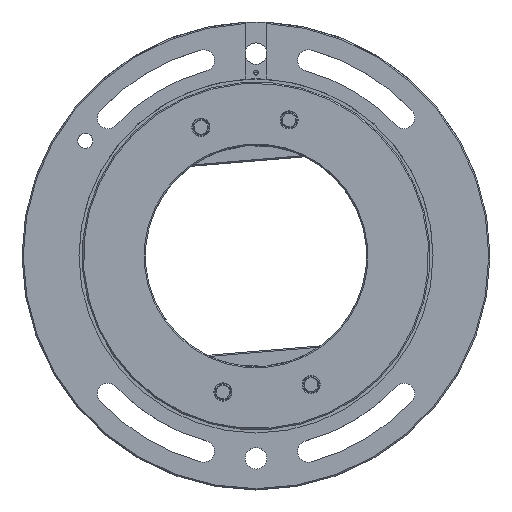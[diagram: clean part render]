
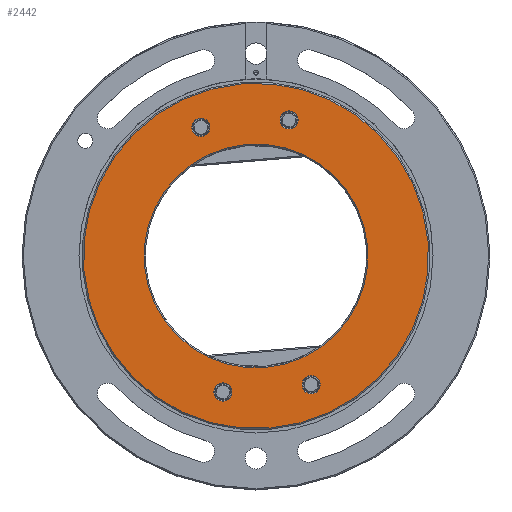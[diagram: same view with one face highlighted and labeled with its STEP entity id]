
A CAD part, top view. The second image highlights one B-rep face of the part: STEP entity #2442.
In plain terms, the highlighted face is planar.
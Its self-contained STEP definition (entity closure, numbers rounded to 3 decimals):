
#95 = DIRECTION ( 'NONE',  ( 1., 0., 0. ) ) ;
#98 = CARTESIAN_POINT ( 'NONE',  ( 38.5, 0., 0. ) ) ;
#101 = DIRECTION ( 'NONE',  ( 0., 1., 0. ) ) ;
#102 = CARTESIAN_POINT ( 'NONE',  ( 38.5, -105., -35. ) ) ;
#119 = DIRECTION ( 'NONE',  ( 0., 1., 0. ) ) ;
#122 = DIRECTION ( 'NONE',  ( -1., 0., 0. ) ) ;
#142 = CARTESIAN_POINT ( 'NONE',  ( 38.5, 105., 35. ) ) ;
#143 = DIRECTION ( 'NONE',  ( -1., 0., 0. ) ) ;
#145 = DIRECTION ( 'NONE',  ( 0., 1., 0. ) ) ;
#1901 = EDGE_CURVE ( 'NONE', #2864, #2871, #5181, .T. ) ;
#1902 = EDGE_CURVE ( 'NONE', #2806, #2885, #5184, .T. ) ;
#1918 = EDGE_CURVE ( 'NONE', #2890, #2862, #5197, .T. ) ;
#1931 = EDGE_CURVE ( 'NONE', #2825, #2817, #5248, .T. ) ;
#1938 = EDGE_CURVE ( 'NONE', #2904, #2840, #5229, .T. ) ;
#1942 = EDGE_CURVE ( 'NONE', #2781, #2793, #5236, .T. ) ;
#2014 = EDGE_CURVE ( 'NONE', #2862, #2890, #5357, .T. ) ;
#2019 = EDGE_CURVE ( 'NONE', #2793, #2781, #5363, .T. ) ;
#2073 = EDGE_CURVE ( 'NONE', #2871, #2864, #5408, .T. ) ;
#2082 = EDGE_CURVE ( 'NONE', #2840, #2904, #5416, .T. ) ;
#2093 = EDGE_CURVE ( 'NONE', #2885, #2806, #5426, .T. ) ;
#2095 = EDGE_CURVE ( 'NONE', #2817, #2825, #5425, .T. ) ;
#2442 = ADVANCED_FACE ( 'NONE', ( #6012, #5995, #6000, #6001, #5996, #6002 ), #2698, .T. ) ;
#2478 = DIRECTION ( 'NONE',  ( 1., 0., 0. ) ) ;
#2480 = DIRECTION ( 'NONE',  ( 0., 1., 0. ) ) ;
#2698 = PLANE ( 'NONE',  #7684 ) ;
#2713 = CARTESIAN_POINT ( 'NONE',  ( 38.5, 137.5, 0. ) ) ;
#2781 = VERTEX_POINT ( 'NONE', #6347 ) ;
#2793 = VERTEX_POINT ( 'NONE', #6346 ) ;
#2806 = VERTEX_POINT ( 'NONE', #6366 ) ;
#2817 = VERTEX_POINT ( 'NONE', #6368 ) ;
#2825 = VERTEX_POINT ( 'NONE', #6316 ) ;
#2840 = VERTEX_POINT ( 'NONE', #6372 ) ;
#2862 = VERTEX_POINT ( 'NONE', #6431 ) ;
#2864 = VERTEX_POINT ( 'NONE', #6378 ) ;
#2871 = VERTEX_POINT ( 'NONE', #6434 ) ;
#2885 = VERTEX_POINT ( 'NONE', #6424 ) ;
#2890 = VERTEX_POINT ( 'NONE', #6427 ) ;
#2904 = VERTEX_POINT ( 'NONE', #6486 ) ;
#3578 = ORIENTED_EDGE ( 'NONE', *, *, #1942, .T. ) ;
#3589 = ORIENTED_EDGE ( 'NONE', *, *, #2019, .T. ) ;
#3631 = ORIENTED_EDGE ( 'NONE', *, *, #2014, .T. ) ;
#3632 = ORIENTED_EDGE ( 'NONE', *, *, #1931, .T. ) ;
#3634 = ORIENTED_EDGE ( 'NONE', *, *, #2093, .T. ) ;
#3653 = ORIENTED_EDGE ( 'NONE', *, *, #2082, .T. ) ;
#3660 = ORIENTED_EDGE ( 'NONE', *, *, #1901, .T. ) ;
#3670 = ORIENTED_EDGE ( 'NONE', *, *, #2095, .T. ) ;
#3682 = ORIENTED_EDGE ( 'NONE', *, *, #1918, .T. ) ;
#3689 = ORIENTED_EDGE ( 'NONE', *, *, #1902, .T. ) ;
#3743 = ORIENTED_EDGE ( 'NONE', *, *, #1938, .T. ) ;
#3745 = ORIENTED_EDGE ( 'NONE', *, *, #2073, .T. ) ;
#4882 = AXIS2_PLACEMENT_3D ( 'NONE', #7073, #7069, #7050 ) ;
#4885 = AXIS2_PLACEMENT_3D ( 'NONE', #7066, #7056, #7075 ) ;
#4893 = AXIS2_PLACEMENT_3D ( 'NONE', #7026, #7039, #7018 ) ;
#4905 = AXIS2_PLACEMENT_3D ( 'NONE', #142, #143, #145 ) ;
#4928 = AXIS2_PLACEMENT_3D ( 'NONE', #98, #95, #101 ) ;
#4932 = AXIS2_PLACEMENT_3D ( 'NONE', #102, #122, #119 ) ;
#4961 = AXIS2_PLACEMENT_3D ( 'NONE', #7245, #7248, #7254 ) ;
#4974 = AXIS2_PLACEMENT_3D ( 'NONE', #7263, #7269, #7268 ) ;
#4985 = AXIS2_PLACEMENT_3D ( 'NONE', #7465, #7446, #7458 ) ;
#4995 = AXIS2_PLACEMENT_3D ( 'NONE', #7440, #7411, #7429 ) ;
#5000 = AXIS2_PLACEMENT_3D ( 'NONE', #7470, #7448, #7467 ) ;
#5003 = AXIS2_PLACEMENT_3D ( 'NONE', #7428, #7413, #7436 ) ;
#5181 = CIRCLE ( 'NONE', #4928, 136.5 ) ;
#5184 = CIRCLE ( 'NONE', #4932, 7.168 ) ;
#5197 = CIRCLE ( 'NONE', #4905, 7.168 ) ;
#5229 = CIRCLE ( 'NONE', #4885, 7.168 ) ;
#5236 = CIRCLE ( 'NONE', #4882, 7.168 ) ;
#5248 = CIRCLE ( 'NONE', #4893, 88.5 ) ;
#5357 = CIRCLE ( 'NONE', #4961, 7.168 ) ;
#5363 = CIRCLE ( 'NONE', #4974, 7.168 ) ;
#5408 = CIRCLE ( 'NONE', #4995, 136.5 ) ;
#5416 = CIRCLE ( 'NONE', #5003, 7.168 ) ;
#5425 = CIRCLE ( 'NONE', #5000, 88.5 ) ;
#5426 = CIRCLE ( 'NONE', #4985, 7.168 ) ;
#5995 = FACE_BOUND ( 'NONE', #8245, .T. ) ;
#5996 = FACE_BOUND ( 'NONE', #8204, .T. ) ;
#6000 = FACE_BOUND ( 'NONE', #8174, .T. ) ;
#6001 = FACE_BOUND ( 'NONE', #8281, .T. ) ;
#6002 = FACE_OUTER_BOUND ( 'NONE', #8229, .T. ) ;
#6012 = FACE_BOUND ( 'NONE', #8294, .T. ) ;
#6316 = CARTESIAN_POINT ( 'NONE',  ( 38.5, 88.5, 0. ) ) ;
#6346 = CARTESIAN_POINT ( 'NONE',  ( 38.5, -105., 42.168 ) ) ;
#6347 = CARTESIAN_POINT ( 'NONE',  ( 38.5, -105., 27.832 ) ) ;
#6366 = CARTESIAN_POINT ( 'NONE',  ( 38.5, -105., -42.168 ) ) ;
#6368 = CARTESIAN_POINT ( 'NONE',  ( 38.5, -88.5, 0. ) ) ;
#6372 = CARTESIAN_POINT ( 'NONE',  ( 38.5, 105., -27.832 ) ) ;
#6378 = CARTESIAN_POINT ( 'NONE',  ( 38.5, 136.5, 0. ) ) ;
#6424 = CARTESIAN_POINT ( 'NONE',  ( 38.5, -105., -27.832 ) ) ;
#6427 = CARTESIAN_POINT ( 'NONE',  ( 38.5, 105., 27.832 ) ) ;
#6431 = CARTESIAN_POINT ( 'NONE',  ( 38.5, 105., 42.168 ) ) ;
#6434 = CARTESIAN_POINT ( 'NONE',  ( 38.5, -136.5, 0. ) ) ;
#6486 = CARTESIAN_POINT ( 'NONE',  ( 38.5, 105., -42.168 ) ) ;
#7018 = DIRECTION ( 'NONE',  ( 0., 1., 0. ) ) ;
#7026 = CARTESIAN_POINT ( 'NONE',  ( 38.5, 0., 0. ) ) ;
#7039 = DIRECTION ( 'NONE',  ( -1., 0., 0. ) ) ;
#7050 = DIRECTION ( 'NONE',  ( 0., 1., 0. ) ) ;
#7056 = DIRECTION ( 'NONE',  ( -1., 0., 0. ) ) ;
#7066 = CARTESIAN_POINT ( 'NONE',  ( 38.5, 105., -35. ) ) ;
#7069 = DIRECTION ( 'NONE',  ( -1., 0., 0. ) ) ;
#7073 = CARTESIAN_POINT ( 'NONE',  ( 38.5, -105., 35. ) ) ;
#7075 = DIRECTION ( 'NONE',  ( 0., 1., 0. ) ) ;
#7245 = CARTESIAN_POINT ( 'NONE',  ( 38.5, 105., 35. ) ) ;
#7248 = DIRECTION ( 'NONE',  ( -1., 0., 0. ) ) ;
#7254 = DIRECTION ( 'NONE',  ( 0., 1., 0. ) ) ;
#7263 = CARTESIAN_POINT ( 'NONE',  ( 38.5, -105., 35. ) ) ;
#7268 = DIRECTION ( 'NONE',  ( 0., 1., 0. ) ) ;
#7269 = DIRECTION ( 'NONE',  ( -1., 0., 0. ) ) ;
#7411 = DIRECTION ( 'NONE',  ( 1., 0., 0. ) ) ;
#7413 = DIRECTION ( 'NONE',  ( -1., 0., 0. ) ) ;
#7428 = CARTESIAN_POINT ( 'NONE',  ( 38.5, 105., -35. ) ) ;
#7429 = DIRECTION ( 'NONE',  ( 0., 1., 0. ) ) ;
#7436 = DIRECTION ( 'NONE',  ( 0., 1., 0. ) ) ;
#7440 = CARTESIAN_POINT ( 'NONE',  ( 38.5, 0., 0. ) ) ;
#7446 = DIRECTION ( 'NONE',  ( -1., 0., 0. ) ) ;
#7448 = DIRECTION ( 'NONE',  ( -1., 0., 0. ) ) ;
#7458 = DIRECTION ( 'NONE',  ( 0., 1., 0. ) ) ;
#7465 = CARTESIAN_POINT ( 'NONE',  ( 38.5, -105., -35. ) ) ;
#7467 = DIRECTION ( 'NONE',  ( 0., 1., 0. ) ) ;
#7470 = CARTESIAN_POINT ( 'NONE',  ( 38.5, 0., 0. ) ) ;
#7684 = AXIS2_PLACEMENT_3D ( 'NONE', #2713, #2478, #2480 ) ;
#8174 = EDGE_LOOP ( 'NONE', ( #3682, #3631 ) ) ;
#8204 = EDGE_LOOP ( 'NONE', ( #3632, #3670 ) ) ;
#8229 = EDGE_LOOP ( 'NONE', ( #3745, #3660 ) ) ;
#8245 = EDGE_LOOP ( 'NONE', ( #3689, #3634 ) ) ;
#8281 = EDGE_LOOP ( 'NONE', ( #3743, #3653 ) ) ;
#8294 = EDGE_LOOP ( 'NONE', ( #3578, #3589 ) ) ;
